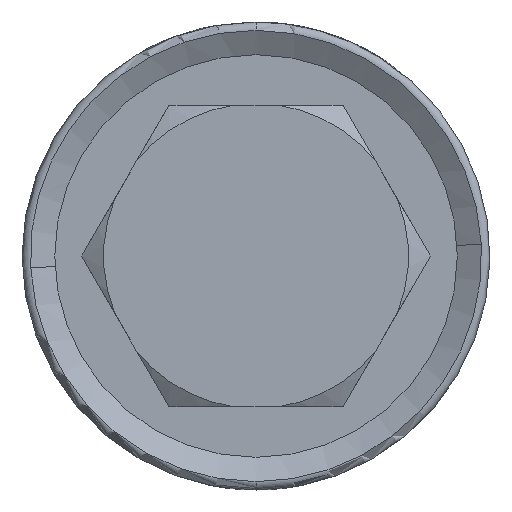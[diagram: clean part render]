
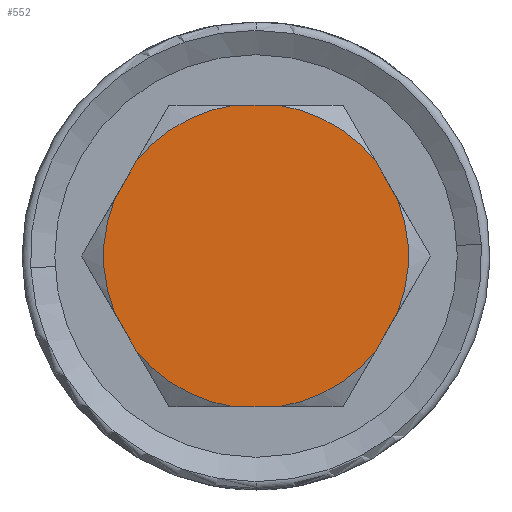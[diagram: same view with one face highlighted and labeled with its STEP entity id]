
A CAD part, left-side view. The second image highlights one B-rep face of the part: STEP entity #552.
In plain terms, the highlighted planar face has unit normal (-1, 0, 0).
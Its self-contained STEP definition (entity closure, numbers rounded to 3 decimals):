
#417=PLANE('',#3839);
#552=ADVANCED_FACE('',(#697),#417,.T.);
#697=FACE_OUTER_BOUND('',#872,.F.);
#872=EDGE_LOOP('',(#1841,#1842,#1843,#1844,#1845,#1846,#1847,#1848,#1849,#1850,
#1851,#1852));
#1841=ORIENTED_EDGE('',*,*,#2907,.T.);
#1842=ORIENTED_EDGE('',*,*,#2901,.F.);
#1843=ORIENTED_EDGE('',*,*,#2912,.T.);
#1844=ORIENTED_EDGE('',*,*,#2898,.F.);
#1845=ORIENTED_EDGE('',*,*,#2911,.T.);
#1846=ORIENTED_EDGE('',*,*,#2900,.F.);
#1847=ORIENTED_EDGE('',*,*,#2910,.T.);
#1848=ORIENTED_EDGE('',*,*,#2899,.F.);
#1849=ORIENTED_EDGE('',*,*,#2909,.T.);
#1850=ORIENTED_EDGE('',*,*,#2897,.F.);
#1851=ORIENTED_EDGE('',*,*,#2908,.T.);
#1852=ORIENTED_EDGE('',*,*,#2902,.F.);
#2243=LINE('',#7426,#2389);
#2244=LINE('',#7427,#2390);
#2245=LINE('',#7428,#2391);
#2246=LINE('',#7429,#2392);
#2247=LINE('',#7430,#2393);
#2248=LINE('',#7431,#2394);
#2389=VECTOR('',#4533,2.552);
#2390=VECTOR('',#4534,2.552);
#2391=VECTOR('',#4535,2.552);
#2392=VECTOR('',#4536,2.552);
#2393=VECTOR('',#4537,2.552);
#2394=VECTOR('',#4538,2.552);
#2897=EDGE_CURVE('',#3458,#3460,#3060,.T.);
#2898=EDGE_CURVE('',#3465,#3470,#3061,.T.);
#2899=EDGE_CURVE('',#3459,#3463,#3062,.T.);
#2900=EDGE_CURVE('',#3462,#3466,#3063,.T.);
#2901=EDGE_CURVE('',#3469,#3455,#3064,.T.);
#2902=EDGE_CURVE('',#3454,#3456,#3065,.T.);
#2907=EDGE_CURVE('',#3454,#3455,#2243,.T.);
#2908=EDGE_CURVE('',#3458,#3456,#2244,.T.);
#2909=EDGE_CURVE('',#3459,#3460,#2245,.T.);
#2910=EDGE_CURVE('',#3462,#3463,#2246,.T.);
#2911=EDGE_CURVE('',#3465,#3466,#2247,.T.);
#2912=EDGE_CURVE('',#3469,#3470,#2248,.T.);
#3060=CIRCLE('',#3826,9.09);
#3061=CIRCLE('',#3827,9.09);
#3062=CIRCLE('',#3828,9.09);
#3063=CIRCLE('',#3829,9.09);
#3064=CIRCLE('',#3830,9.09);
#3065=CIRCLE('',#3831,9.09);
#3454=VERTEX_POINT('',#7318);
#3455=VERTEX_POINT('',#7319);
#3456=VERTEX_POINT('',#7320);
#3458=VERTEX_POINT('',#7322);
#3459=VERTEX_POINT('',#7323);
#3460=VERTEX_POINT('',#7324);
#3462=VERTEX_POINT('',#7326);
#3463=VERTEX_POINT('',#7327);
#3465=VERTEX_POINT('',#7329);
#3466=VERTEX_POINT('',#7330);
#3469=VERTEX_POINT('',#7333);
#3470=VERTEX_POINT('',#7334);
#3826=AXIS2_PLACEMENT_3D('',#7416,#4515,#4516);
#3827=AXIS2_PLACEMENT_3D('',#7417,#4517,#4518);
#3828=AXIS2_PLACEMENT_3D('',#7418,#4519,#4520);
#3829=AXIS2_PLACEMENT_3D('',#7419,#4521,#4522);
#3830=AXIS2_PLACEMENT_3D('',#7420,#4523,#4524);
#3831=AXIS2_PLACEMENT_3D('',#7421,#4525,#4526);
#3839=AXIS2_PLACEMENT_3D('',#7453,#4565,#4566);
#4515=DIRECTION('',(-1.,0.,0.));
#4516=DIRECTION('',(0.,0.14,0.99));
#4517=DIRECTION('',(-1.,0.,0.));
#4518=DIRECTION('',(0.,-0.14,-0.99));
#4519=DIRECTION('',(-1.,0.,0.));
#4520=DIRECTION('',(0.,0.928,0.373));
#4521=DIRECTION('',(-1.,0.,0.));
#4522=DIRECTION('',(0.,0.787,-0.617));
#4523=DIRECTION('',(-1.,0.,0.));
#4524=DIRECTION('',(0.,-0.928,-0.373));
#4525=DIRECTION('',(-1.,0.,0.));
#4526=DIRECTION('',(0.,-0.787,0.617));
#4533=DIRECTION('',(0.,-0.5,-0.866));
#4534=DIRECTION('',(0.,-1.,0.));
#4535=DIRECTION('',(0.,-0.5,0.866));
#4536=DIRECTION('',(0.,0.5,0.866));
#4537=DIRECTION('',(0.,1.,0.));
#4538=DIRECTION('',(0.,0.5,-0.866));
#4565=DIRECTION('',(-1.,0.,0.));
#4566=DIRECTION('',(0.,1.,0.));
#7318=CARTESIAN_POINT('',(2.5,-7.156,5.605));
#7319=CARTESIAN_POINT('',(2.5,-8.432,3.395));
#7320=CARTESIAN_POINT('',(2.5,-1.276,9.));
#7322=CARTESIAN_POINT('',(2.5,1.276,9.));
#7323=CARTESIAN_POINT('',(2.5,8.432,3.395));
#7324=CARTESIAN_POINT('',(2.5,7.156,5.605));
#7326=CARTESIAN_POINT('',(2.5,7.156,-5.605));
#7327=CARTESIAN_POINT('',(2.5,8.432,-3.395));
#7329=CARTESIAN_POINT('',(2.5,-1.276,
-9.));
#7330=CARTESIAN_POINT('',(2.5,1.276,-9.));
#7333=CARTESIAN_POINT('',(2.5,-8.432,-3.395));
#7334=CARTESIAN_POINT('',(2.5,-7.156,-5.605));
#7416=CARTESIAN_POINT('',(2.5,0.,0.));
#7417=CARTESIAN_POINT('',(2.5,0.,0.));
#7418=CARTESIAN_POINT('',(2.5,0.,0.));
#7419=CARTESIAN_POINT('',(2.5,0.,0.));
#7420=CARTESIAN_POINT('',(2.5,0.,0.));
#7421=CARTESIAN_POINT('',(2.5,0.,0.));
#7426=CARTESIAN_POINT('',(2.5,-7.156,5.605));
#7427=CARTESIAN_POINT('',(2.5,1.276,9.));
#7428=CARTESIAN_POINT('',(2.5,8.432,3.395));
#7429=CARTESIAN_POINT('',(2.5,7.156,-5.605));
#7430=CARTESIAN_POINT('',(2.5,-1.276,
-9.));
#7431=CARTESIAN_POINT('',(2.5,-8.432,
-3.395));
#7453=CARTESIAN_POINT('',(2.5,-10.6,9.208));
